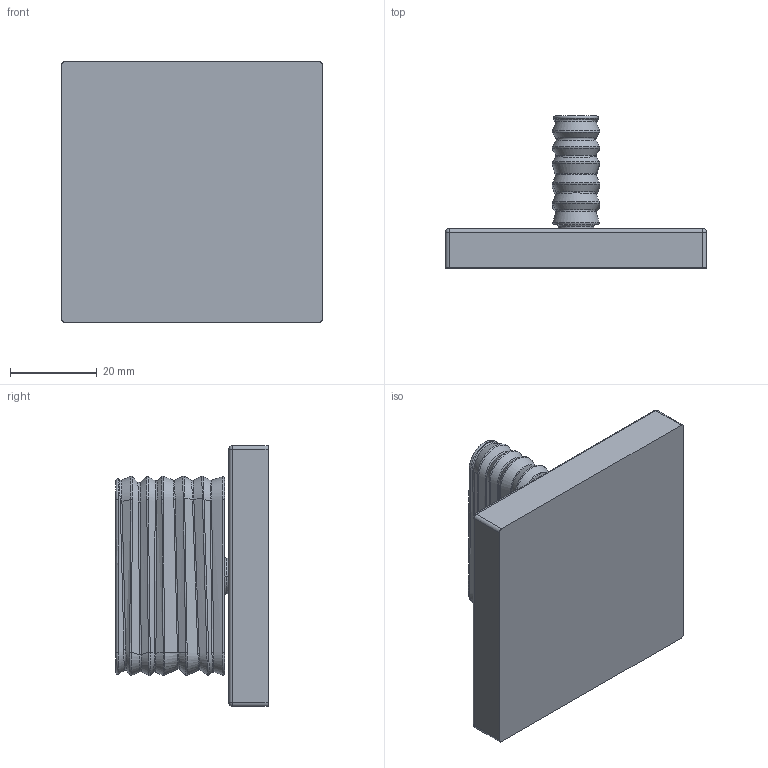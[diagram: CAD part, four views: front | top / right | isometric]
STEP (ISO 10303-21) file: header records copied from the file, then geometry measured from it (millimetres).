
FILE_DESCRIPTION (( 'STEP AP203' ), '1' );
FILE_NAME ('20001705-00.STEP', '2018-07-03T14:16:49', ( '' ), ( '' ), 'SwSTEP 2.0', 'SolidWorks 2017', '' );
FILE_SCHEMA (( 'CONFIG_CONTROL_DESIGN' ));
Length unit declared in the file: millimetre
Products named in the file (3): Planungsmodell_Rosette-+-09.27.78.033-01_K1; Planungsmodell_Griff-+-09.20.70.055.90-01; 20001705-00
Assembly tree (2 placements, depth 2):
  20001705-00
    Planungsmodell_Rosette-+-09.27.78.033-01_K1
    Planungsmodell_Griff-+-09.20.70.055.90-01
Bounding box: 60 x 35 x 60 mm (x, y, z)
Volume: 42992.4 mm3; surface area: 12938.5 mm2
Topology: 2 solids, 2 shells, 111 faces, 330 edges, 220 vertices
Faces by surface type: bspline 82, cylinder 10, plane 9, sphere 8, torus 2
Entity records: 12251 total; most frequent: CARTESIAN_POINT 9626, ORIENTED_EDGE 652, EDGE_CURVE 326, DIRECTION 268, VERTEX_POINT 220, B_SPLINE_CURVE_WITH_KNOTS 212, AXIS2_PLACEMENT_3D 120, EDGE_LOOP 112
